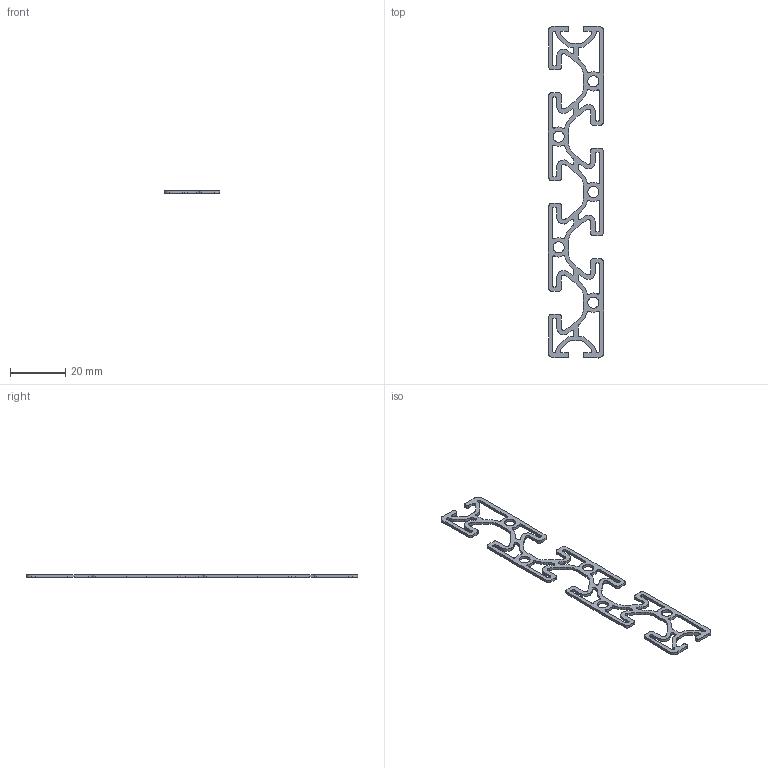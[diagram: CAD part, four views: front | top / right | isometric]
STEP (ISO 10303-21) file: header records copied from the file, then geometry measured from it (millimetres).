
FILE_DESCRIPTION((''),'2;1');
FILE_NAME('SP3500N-A..stp','2010-04-01T10:16:00',('Hans Feuerhake'),(''),'Autodesk Inventor 2010','Autodesk Inventor 2010','');
FILE_SCHEMA(('AUTOMOTIVE_DESIGN { 1 0 10303 214 1 1 1 1 }'));
Length unit declared in the file: millimetre
Products named in the file (1): SP3500N-A
Bounding box: 20 x 120 x 1 mm (x, y, z)
Volume: 854.7 mm3; surface area: 2719.3 mm2
Topology: 1 solids, 1 shells, 315 faces, 939 edges, 626 vertices
Faces by surface type: cylinder 201, plane 114
Full cylindrical faces by diameter (mm): 4 x5
Entity records: 10824 total; most frequent: DIRECTION 1968, CARTESIAN_POINT 1876, ORIENTED_EDGE 1868, EDGE_CURVE 934, AXIS2_PLACEMENT_3D 718, VERTEX_POINT 626, VECTOR 532, LINE 532
